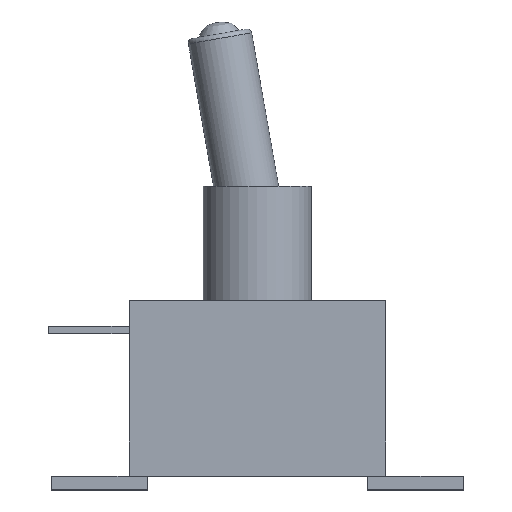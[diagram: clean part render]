
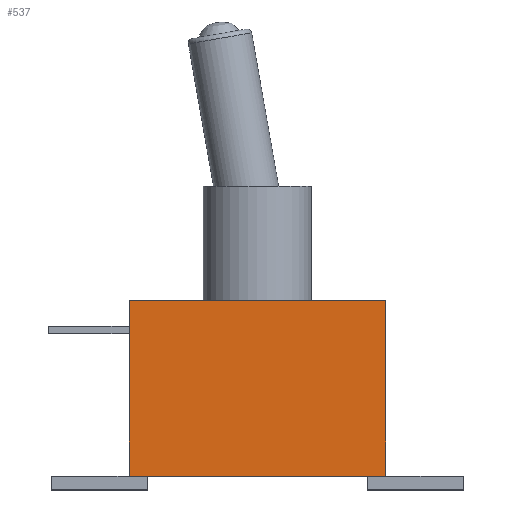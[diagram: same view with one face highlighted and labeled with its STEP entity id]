
A CAD part, top view. The second image highlights one B-rep face of the part: STEP entity #537.
In plain terms, the highlighted planar face has unit normal (0, 0, 1).
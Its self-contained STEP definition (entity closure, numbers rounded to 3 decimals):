
#51=PLANE('',#599);
#89=LINE('',#870,#147);
#104=LINE('',#905,#162);
#110=LINE('',#916,#168);
#111=LINE('',#918,#169);
#147=VECTOR('',#692,10.);
#162=VECTOR('',#729,10.);
#168=VECTOR('',#739,10.);
#169=VECTOR('',#742,10.);
#200=FACE_OUTER_BOUND('',#233,.T.);
#233=EDGE_LOOP('',(#499,#500,#501,#502));
#281=VERTEX_POINT('',#867);
#282=VERTEX_POINT('',#869);
#291=VERTEX_POINT('',#904);
#294=VERTEX_POINT('',#914);
#341=EDGE_CURVE('',#282,#281,#89,.T.);
#358=EDGE_CURVE('',#282,#291,#104,.T.);
#364=EDGE_CURVE('',#281,#294,#110,.T.);
#365=EDGE_CURVE('',#291,#294,#111,.T.);
#499=ORIENTED_EDGE('',*,*,#341,.T.);
#500=ORIENTED_EDGE('',*,*,#364,.T.);
#501=ORIENTED_EDGE('',*,*,#365,.F.);
#502=ORIENTED_EDGE('',*,*,#358,.F.);
#537=ADVANCED_FACE('',(#200),#51,.T.);
#599=AXIS2_PLACEMENT_3D('',#917,#740,#741);
#692=DIRECTION('',(1.,0.,0.));
#729=DIRECTION('',(0.,1.,0.));
#739=DIRECTION('',(0.,1.,0.));
#740=DIRECTION('center_axis',(0.,0.,1.));
#741=DIRECTION('ref_axis',(1.,0.,0.));
#742=DIRECTION('',(1.,0.,0.));
#867=CARTESIAN_POINT('',(14.,0.,7.95));
#869=CARTESIAN_POINT('',(-14.,0.,7.95));
#870=CARTESIAN_POINT('',(-14.,0.,7.95));
#904=CARTESIAN_POINT('',(-14.,19.15,7.95));
#905=CARTESIAN_POINT('',(-14.,0.,7.95));
#914=CARTESIAN_POINT('',(14.,19.15,7.95));
#916=CARTESIAN_POINT('',(14.,0.,7.95));
#917=CARTESIAN_POINT('Origin',(-14.,0.,7.95));
#918=CARTESIAN_POINT('',(-14.,19.15,7.95));
